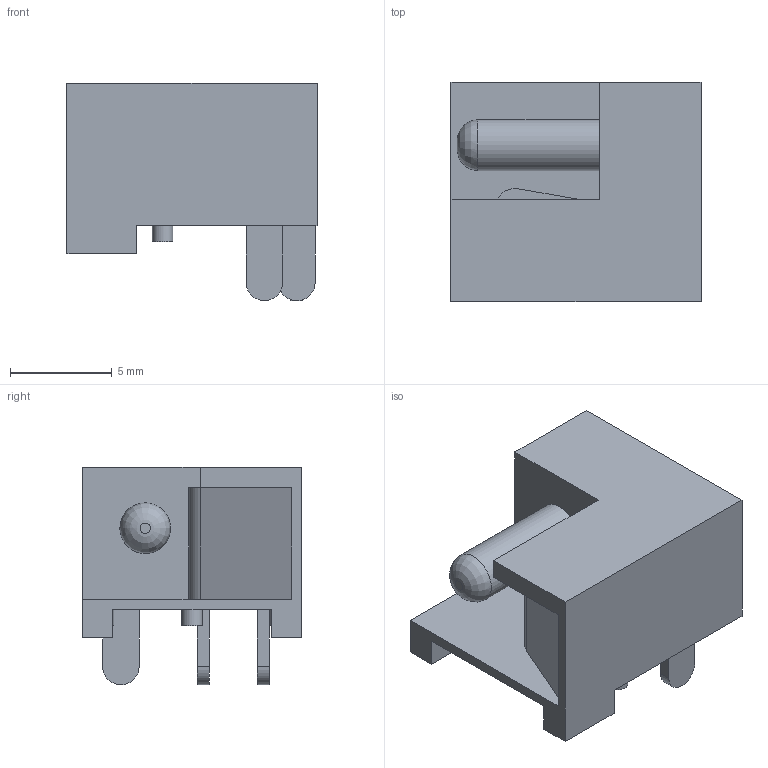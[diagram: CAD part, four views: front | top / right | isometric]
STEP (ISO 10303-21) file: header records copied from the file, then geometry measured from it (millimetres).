
FILE_DESCRIPTION(('for SolidWorks'),'2;1');
FILE_NAME('pj-003b.step', '2016-12-06T10:06:03',('Serg'),(''),'Open CASCADE STEP processor 6.6', 'DipTrace','Unknown');
FILE_SCHEMA(('AUTOMOTIVE_DESIGN { 1 0 10303 214 1 1 1 1 }'));
Length unit declared in the file: millimetre
Products named in the file (7): ASSEMBLY; pj-003b; pj-003b_001; pj-003b_002; pj-003b_003; pj-003b_004; pj-003b_005
Assembly tree (6 placements, depth 2):
  ASSEMBLY
    pj-003b
    pj-003b_001
    pj-003b_002
    pj-003b_003
    pj-003b_004
    pj-003b_005
Bounding box: 12.3 x 10.8 x 10.7 mm (x, y, z)
Volume: 595.5 mm3; surface area: 944.2 mm2
Topology: 6 solids, 6 shells, 55 faces, 126 edges, 86 vertices
Faces by surface type: plane 45, cylinder 9, revolution 1
Full cylindrical faces by diameter (mm): 1 x3, 2.5 x1
Entity records: 1728 total; most frequent: CARTESIAN_POINT 284, DIRECTION 269, ORIENTED_EDGE 252, EDGE_CURVE 126, LINE 106, VECTOR 106, VERTEX_POINT 86, AXIS2_PLACEMENT_3D 81
